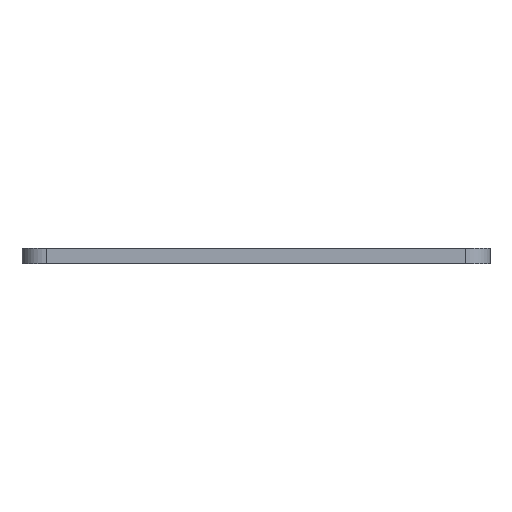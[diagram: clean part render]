
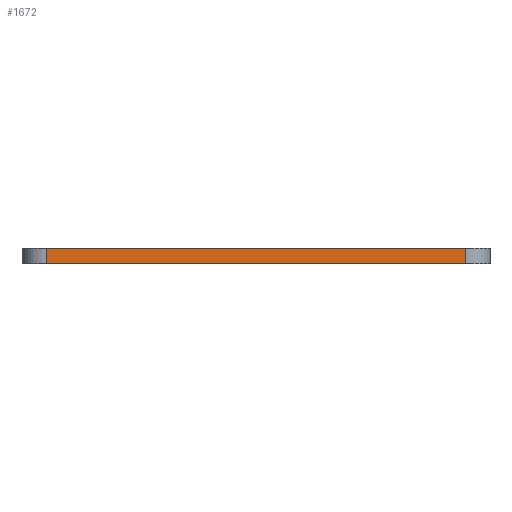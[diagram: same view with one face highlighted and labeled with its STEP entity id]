
A CAD part, left-side view. The second image highlights one B-rep face of the part: STEP entity #1672.
In plain terms, the highlighted planar face has unit normal (-1, 0, 0).
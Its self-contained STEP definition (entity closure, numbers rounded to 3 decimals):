
#125=PLANE('',#1887);
#147=FACE_OUTER_BOUND('',#332,.T.);
#332=EDGE_LOOP('',(#1309,#1310,#1311,#1312));
#402=LINE('',#2476,#511);
#407=LINE('',#2488,#516);
#429=LINE('',#2657,#538);
#440=LINE('',#2793,#549);
#511=VECTOR('',#1963,10.);
#516=VECTOR('',#1974,10.);
#538=VECTOR('',#2126,10.);
#549=VECTOR('',#2257,10.);
#743=VERTEX_POINT('',#2473);
#744=VERTEX_POINT('',#2475);
#748=VERTEX_POINT('',#2487);
#830=VERTEX_POINT('',#2655);
#897=EDGE_CURVE('',#743,#744,#402,.T.);
#903=EDGE_CURVE('',#744,#748,#407,.T.);
#988=EDGE_CURVE('',#743,#830,#429,.T.);
#1056=EDGE_CURVE('',#748,#830,#440,.T.);
#1309=ORIENTED_EDGE('',*,*,#897,.F.);
#1310=ORIENTED_EDGE('',*,*,#988,.T.);
#1311=ORIENTED_EDGE('',*,*,#1056,.F.);
#1312=ORIENTED_EDGE('',*,*,#903,.F.);
#1672=ADVANCED_FACE('',(#147),#125,.T.);
#1887=AXIS2_PLACEMENT_3D('',#2797,#2262,#2263);
#1963=DIRECTION('',(0.,0.,-1.));
#1974=DIRECTION('',(0.,1.,0.));
#2126=DIRECTION('',(0.,1.,0.));
#2257=DIRECTION('',(0.,0.,1.));
#2262=DIRECTION('center_axis',(-1.,0.,0.));
#2263=DIRECTION('ref_axis',(0.,1.,0.));
#2473=CARTESIAN_POINT('',(83.875,-132.825,1.6));
#2475=CARTESIAN_POINT('',(83.875,-132.825,0.));
#2476=CARTESIAN_POINT('',(83.875,-132.825,0.));
#2487=CARTESIAN_POINT('',(83.875,-89.725,0.));
#2488=CARTESIAN_POINT('',(83.875,-87.225,0.));
#2655=CARTESIAN_POINT('',(83.875,-89.725,1.6));
#2657=CARTESIAN_POINT('',(83.875,-87.225,1.6));
#2793=CARTESIAN_POINT('',(83.875,-89.725,0.));
#2797=CARTESIAN_POINT('Origin',(83.875,-132.825,0.));
